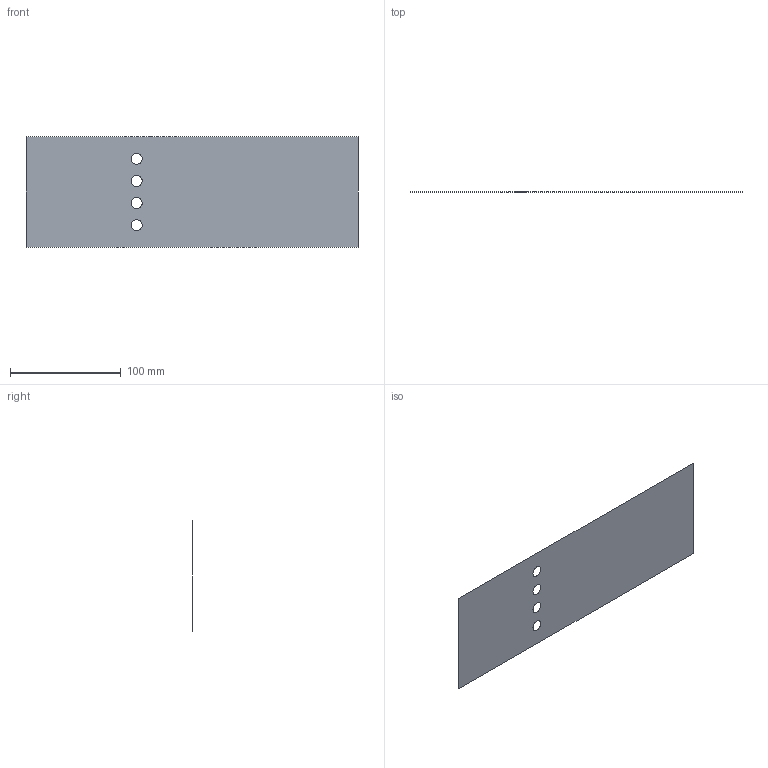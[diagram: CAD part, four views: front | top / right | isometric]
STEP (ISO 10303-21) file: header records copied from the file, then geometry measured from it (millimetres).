
FILE_DESCRIPTION (( 'STEP AP214' ), '1' );
FILE_NAME ('heater_circles.STEP', '2024-12-17T08:41:09', ( '' ), ( '' ), 'SwSTEP 2.0', 'SolidWorks 2023', '' );
FILE_SCHEMA (( 'AUTOMOTIVE_DESIGN' ));
Length unit declared in the file: millimetre
Products named in the file (1): heater_circles
Bounding box: 300 x 0 x 100 mm (x, y, z)
Surface area: 29685.8 mm2 (no closed solid volume)
Topology: 0 solids, 1 shells, 1 faces, 12 edges, 12 vertices
Faces by surface type: plane 1
Entity records: 140 total; most frequent: CARTESIAN_POINT 26, DIRECTION 24, ORIENTED_EDGE 12, VERTEX_POINT 12, EDGE_CURVE 12, AXIS2_PLACEMENT_3D 10, CIRCLE 8, EDGE_LOOP 5
